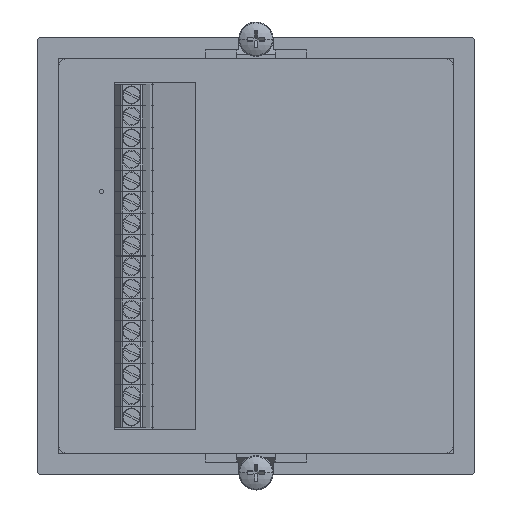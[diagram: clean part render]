
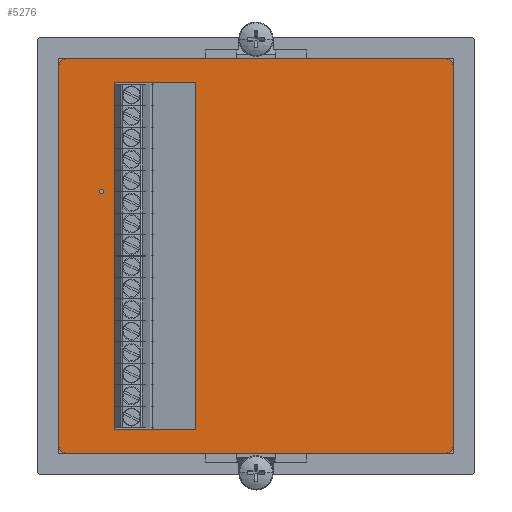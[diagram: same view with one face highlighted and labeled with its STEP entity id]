
A CAD part, left-side view. The second image highlights one B-rep face of the part: STEP entity #5276.
In plain terms, the highlighted face is planar.
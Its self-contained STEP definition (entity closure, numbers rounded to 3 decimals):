
#1927 = VERTEX_POINT ( 'NONE', #12806 ) ;
#2576 = CARTESIAN_POINT ( 'NONE',  ( 5.5, 60., 0. ) ) ;
#2577 = CARTESIAN_POINT ( 'NONE',  ( 86.5, 60., 0. ) ) ;
#2579 = AXIS2_PLACEMENT_3D ( 'NONE', #2630, #2612, #2611 ) ;
#2599 = CARTESIAN_POINT ( 'NONE',  ( 86.5, 79., 0. ) ) ;
#2606 = DIRECTION ( 'NONE',  ( 1., 0., 0. ) ) ;
#2607 = VECTOR ( 'NONE', #2606, 1000. ) ;
#2608 = LINE ( 'NONE', #2577, #2607 ) ;
#2611 = DIRECTION ( 'NONE',  ( -1., 0., 0. ) ) ;
#2612 = DIRECTION ( 'NONE',  ( 0., 0., -1. ) ) ;
#2618 = DIRECTION ( 'NONE',  ( -1., 0., 0. ) ) ;
#2619 = VECTOR ( 'NONE', #2618, 1000. ) ;
#2620 = CARTESIAN_POINT ( 'NONE',  ( 0., 92., 0. ) ) ;
#2621 = LINE ( 'NONE', #2620, #2619 ) ;
#2622 = CIRCLE ( 'NONE', #2579, 2. ) ;
#2630 = CARTESIAN_POINT ( 'NONE',  ( 90., 2., 0. ) ) ;
#2632 = DIRECTION ( 'NONE',  ( 0., 0., -1. ) ) ;
#2633 = AXIS2_PLACEMENT_3D ( 'NONE', #2647, #2632, #2695 ) ;
#2634 = CIRCLE ( 'NONE', #2633, 2. ) ;
#2647 = CARTESIAN_POINT ( 'NONE',  ( 2., 90., 0. ) ) ;
#2653 = CARTESIAN_POINT ( 'NONE',  ( 0., 90., 0. ) ) ;
#2666 = VECTOR ( 'NONE', #2682, 1000. ) ;
#2673 = CARTESIAN_POINT ( 'NONE',  ( 5.5, 79., 0. ) ) ;
#2674 = LINE ( 'NONE', #2673, #2666 ) ;
#2681 = CARTESIAN_POINT ( 'NONE',  ( 92., 90., 0. ) ) ;
#2682 = DIRECTION ( 'NONE',  ( 0., 1., 0. ) ) ;
#2695 = DIRECTION ( 'NONE',  ( -1., 0., 0. ) ) ;
#2711 = CARTESIAN_POINT ( 'NONE',  ( 86.5, 60., 0. ) ) ;
#2722 = CARTESIAN_POINT ( 'NONE',  ( 90., 92., 0. ) ) ;
#2726 = CARTESIAN_POINT ( 'NONE',  ( 2., 92., 0. ) ) ;
#4812 = ORIENTED_EDGE ( 'NONE', *, *, #4829, .F. ) ;
#4814 = ORIENTED_EDGE ( 'NONE', *, *, #4909, .F. ) ;
#4818 = ORIENTED_EDGE ( 'NONE', *, *, #27252, .F. ) ;
#4822 = EDGE_CURVE ( 'NONE', #5277, #14600, #12977, .T. ) ;
#4825 = VERTEX_POINT ( 'NONE', #12958 ) ;
#4828 = ORIENTED_EDGE ( 'NONE', *, *, #15740, .T. ) ;
#4829 = EDGE_CURVE ( 'NONE', #14600, #16106, #13015, .T. ) ;
#4830 = ORIENTED_EDGE ( 'NONE', *, *, #15723, .T. ) ;
#4841 = ORIENTED_EDGE ( 'NONE', *, *, #4867, .T. ) ;
#4843 = ORIENTED_EDGE ( 'NONE', *, *, #15119, .F. ) ;
#4854 = ORIENTED_EDGE ( 'NONE', *, *, #15777, .T. ) ;
#4867 = EDGE_CURVE ( 'NONE', #16063, #15787, #13019, .T. ) ;
#4868 = ORIENTED_EDGE ( 'NONE', *, *, #4881, .T. ) ;
#4881 = EDGE_CURVE ( 'NONE', #27297, #27260, #13068, .T. ) ;
#4882 = EDGE_CURVE ( 'NONE', #1927, #27326, #13113, .T. ) ;
#4907 = EDGE_CURVE ( 'NONE', #27326, #1927, #13085, .T. ) ;
#4909 = EDGE_CURVE ( 'NONE', #27297, #27272, #13121, .T. ) ;
#5244 = EDGE_CURVE ( 'NONE', #4825, #15787, #13364, .T. ) ;
#5276 = ADVANCED_FACE ( 'NONE', ( #13452, #13451, #13465 ), #13499, .T. ) ;
#5277 = VERTEX_POINT ( 'NONE', #13463 ) ;
#7461 = CARTESIAN_POINT ( 'NONE',  ( 0., 0., 0. ) ) ;
#7480 = DIRECTION ( 'NONE',  ( 0., -1., 0. ) ) ;
#7481 = VECTOR ( 'NONE', #7480, 1000. ) ;
#7482 = LINE ( 'NONE', #7461, #7481 ) ;
#12806 = CARTESIAN_POINT ( 'NONE',  ( 30.5, 82., 0. ) ) ;
#12958 = CARTESIAN_POINT ( 'NONE',  ( 92., 2., 0. ) ) ;
#12959 = DIRECTION ( 'NONE',  ( 1., 0., 0. ) ) ;
#12977 = LINE ( 'NONE', #12987, #12986 ) ;
#12986 = VECTOR ( 'NONE', #12959, 1000. ) ;
#12987 = CARTESIAN_POINT ( 'NONE',  ( 86.5, 79., 0. ) ) ;
#13012 = DIRECTION ( 'NONE',  ( 0., -1., 0. ) ) ;
#13013 = VECTOR ( 'NONE', #13012, 1000. ) ;
#13014 = CARTESIAN_POINT ( 'NONE',  ( 86.5, 79., 0. ) ) ;
#13015 = LINE ( 'NONE', #13014, #13013 ) ;
#13019 = CIRCLE ( 'NONE', #13079, 2. ) ;
#13068 = CIRCLE ( 'NONE', #13075, 2. ) ;
#13075 = AXIS2_PLACEMENT_3D ( 'NONE', #13111, #13110, #13109 ) ;
#13076 = DIRECTION ( 'NONE',  ( -1., 0., 0. ) ) ;
#13077 = DIRECTION ( 'NONE',  ( 0., 0., -1. ) ) ;
#13078 = CARTESIAN_POINT ( 'NONE',  ( 90., 90., 0. ) ) ;
#13079 = AXIS2_PLACEMENT_3D ( 'NONE', #13078, #13077, #13076 ) ;
#13085 = CIRCLE ( 'NONE', #13131, 0.5 ) ;
#13104 = DIRECTION ( 'NONE',  ( -1., 0., 0. ) ) ;
#13105 = DIRECTION ( 'NONE',  ( 0., 0., -1. ) ) ;
#13106 = CARTESIAN_POINT ( 'NONE',  ( 31., 82., 0. ) ) ;
#13107 = AXIS2_PLACEMENT_3D ( 'NONE', #13106, #13105, #13104 ) ;
#13109 = DIRECTION ( 'NONE',  ( -1., 0., 0. ) ) ;
#13110 = DIRECTION ( 'NONE',  ( 0., 0., -1. ) ) ;
#13111 = CARTESIAN_POINT ( 'NONE',  ( 2., 2., 0. ) ) ;
#13113 = CIRCLE ( 'NONE', #13107, 0.5 ) ;
#13118 = DIRECTION ( 'NONE',  ( 1., 0., 0. ) ) ;
#13119 = VECTOR ( 'NONE', #13118, 1000. ) ;
#13120 = CARTESIAN_POINT ( 'NONE',  ( 0., 0., 0. ) ) ;
#13121 = LINE ( 'NONE', #13120, #13119 ) ;
#13125 = DIRECTION ( 'NONE',  ( -1., 0., 0. ) ) ;
#13126 = DIRECTION ( 'NONE',  ( 0., 0., -1. ) ) ;
#13127 = CARTESIAN_POINT ( 'NONE',  ( 31., 82., 0. ) ) ;
#13131 = AXIS2_PLACEMENT_3D ( 'NONE', #13127, #13126, #13125 ) ;
#13352 = DIRECTION ( 'NONE',  ( 0., 1., 0. ) ) ;
#13353 = VECTOR ( 'NONE', #13352, 1000. ) ;
#13354 = CARTESIAN_POINT ( 'NONE',  ( 92., 0., 0. ) ) ;
#13364 = LINE ( 'NONE', #13354, #13353 ) ;
#13451 = FACE_BOUND ( 'NONE', #14502, .T. ) ;
#13452 = FACE_BOUND ( 'NONE', #14603, .T. ) ;
#13463 = CARTESIAN_POINT ( 'NONE',  ( 5.5, 79., 0. ) ) ;
#13464 = AXIS2_PLACEMENT_3D ( 'NONE', #13497, #13496, #13495 ) ;
#13465 = FACE_OUTER_BOUND ( 'NONE', #15452, .T. ) ;
#13495 = DIRECTION ( 'NONE',  ( -1., 0., 0. ) ) ;
#13496 = DIRECTION ( 'NONE',  ( 0., 0., -1. ) ) ;
#13497 = CARTESIAN_POINT ( 'NONE',  ( 0., 92., 0. ) ) ;
#13499 = PLANE ( 'NONE',  #13464 ) ;
#14502 = EDGE_LOOP ( 'NONE', ( #15766, #4828, #4812, #16053 ) ) ;
#14600 = VERTEX_POINT ( 'NONE', #2599 ) ;
#14603 = EDGE_LOOP ( 'NONE', ( #16108, #16079 ) ) ;
#15102 = VERTEX_POINT ( 'NONE', #2576 ) ;
#15119 = EDGE_CURVE ( 'NONE', #16063, #16057, #2621, .T. ) ;
#15452 = EDGE_LOOP ( 'NONE', ( #15779, #4830, #4814, #4868, #4818, #4854, #4843, #4841 ) ) ;
#15723 = EDGE_CURVE ( 'NONE', #4825, #27272, #2622, .T. ) ;
#15740 = EDGE_CURVE ( 'NONE', #15102, #16106, #2608, .T. ) ;
#15766 = ORIENTED_EDGE ( 'NONE', *, *, #16012, .F. ) ;
#15771 = VERTEX_POINT ( 'NONE', #2653 ) ;
#15777 = EDGE_CURVE ( 'NONE', #15771, #16057, #2634, .T. ) ;
#15779 = ORIENTED_EDGE ( 'NONE', *, *, #5244, .F. ) ;
#15787 = VERTEX_POINT ( 'NONE', #2681 ) ;
#16012 = EDGE_CURVE ( 'NONE', #15102, #5277, #2674, .T. ) ;
#16053 = ORIENTED_EDGE ( 'NONE', *, *, #4822, .F. ) ;
#16057 = VERTEX_POINT ( 'NONE', #2726 ) ;
#16063 = VERTEX_POINT ( 'NONE', #2722 ) ;
#16079 = ORIENTED_EDGE ( 'NONE', *, *, #4907, .F. ) ;
#16106 = VERTEX_POINT ( 'NONE', #2711 ) ;
#16108 = ORIENTED_EDGE ( 'NONE', *, *, #4882, .F. ) ;
#27252 = EDGE_CURVE ( 'NONE', #15771, #27260, #7482, .T. ) ;
#27260 = VERTEX_POINT ( 'NONE', #33771 ) ;
#27272 = VERTEX_POINT ( 'NONE', #33923 ) ;
#27297 = VERTEX_POINT ( 'NONE', #33983 ) ;
#27326 = VERTEX_POINT ( 'NONE', #34410 ) ;
#33771 = CARTESIAN_POINT ( 'NONE',  ( 0., 2., 0. ) ) ;
#33923 = CARTESIAN_POINT ( 'NONE',  ( 90., 0., 0. ) ) ;
#33983 = CARTESIAN_POINT ( 'NONE',  ( 2., 0., 0. ) ) ;
#34410 = CARTESIAN_POINT ( 'NONE',  ( 31.5, 82., 0. ) ) ;
